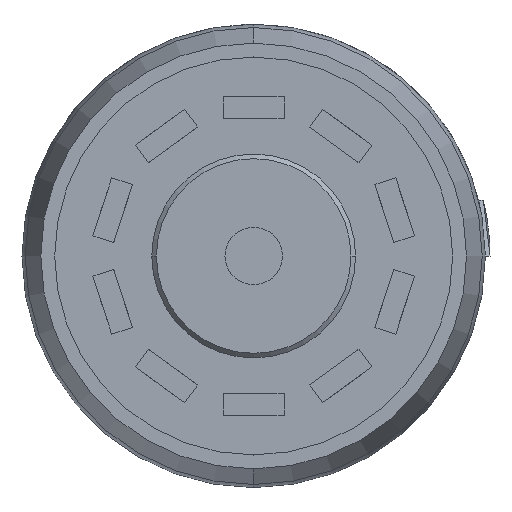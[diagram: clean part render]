
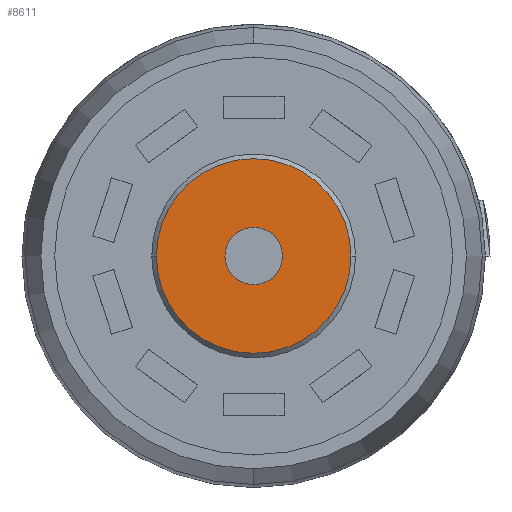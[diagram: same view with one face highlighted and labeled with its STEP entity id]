
A CAD part, front view. The second image highlights one B-rep face of the part: STEP entity #8611.
In plain terms, the highlighted planar face has unit normal (0, -1, 0).
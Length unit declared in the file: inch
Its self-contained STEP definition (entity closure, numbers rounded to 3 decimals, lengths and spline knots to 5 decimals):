
#8402=CARTESIAN_POINT('',(0.,-0.381,0.));
#8403=DIRECTION('',(0.,-1.,0.));
#8404=DIRECTION('',(1.,0.,0.));
#8405=AXIS2_PLACEMENT_3D('',#8402,#8403,#8404);
#8407=CARTESIAN_POINT('',(0.,-0.381,0.));
#8408=DIRECTION('',(0.,-1.,0.));
#8409=DIRECTION('',(-1.,0.,0.));
#8410=AXIS2_PLACEMENT_3D('',#8407,#8408,#8409);
#8412=CARTESIAN_POINT('',(0.,-0.381,0.));
#8413=DIRECTION('',(0.,-1.,0.));
#8414=DIRECTION('',(-1.,0.,0.));
#8415=AXIS2_PLACEMENT_3D('',#8412,#8413,#8414);
#8421=CARTESIAN_POINT('',(0.,-0.381,0.));
#8422=DIRECTION('',(0.,1.,0.));
#8423=DIRECTION('',(-1.,0.,0.));
#8424=AXIS2_PLACEMENT_3D('',#8421,#8422,#8423);
#8554=CARTESIAN_POINT('',(-0.031,-0.381,0.));
#8556=VERTEX_POINT('',#8554);
#8562=CARTESIAN_POINT('',(0.031,-0.381,0.));
#8564=VERTEX_POINT('',#8562);
#8570=CARTESIAN_POINT('',(0.105,-0.381,0.));
#8571=CARTESIAN_POINT('',(-0.105,-0.381,0.));
#8572=VERTEX_POINT('',#8570);
#8573=VERTEX_POINT('',#8571);
#8594=CARTESIAN_POINT('',(0.,-0.381,0.));
#8595=DIRECTION('',(0.,-1.,0.));
#8596=DIRECTION('',(-1.,0.,0.));
#8597=AXIS2_PLACEMENT_3D('',#8594,#8595,#8596);
#8598=PLANE('',#8597);
#8600=ORIENTED_EDGE('',*,*,#8599,.F.);
#8602=ORIENTED_EDGE('',*,*,#8601,.F.);
#8603=EDGE_LOOP('',(#8600,#8602));
#8604=FACE_OUTER_BOUND('',#8603,.F.);
#8606=ORIENTED_EDGE('',*,*,#8605,.T.);
#8608=ORIENTED_EDGE('',*,*,#8607,.F.);
#8609=EDGE_LOOP('',(#8606,#8608));
#8610=FACE_BOUND('',#8609,.F.);
#8611=ADVANCED_FACE('',(#8604,#8610),#8598,.T.);
#8406=CIRCLE('',#8405,0.105);
#8411=CIRCLE('',#8410,0.105);
#8416=CIRCLE('',#8415,0.031);
#8425=CIRCLE('',#8424,0.031);
#8599=EDGE_CURVE('',#8572,#8573,#8406,.T.);
#8601=EDGE_CURVE('',#8573,#8572,#8411,.T.);
#8605=EDGE_CURVE('',#8556,#8564,#8416,.T.);
#8607=EDGE_CURVE('',#8556,#8564,#8425,.T.);
